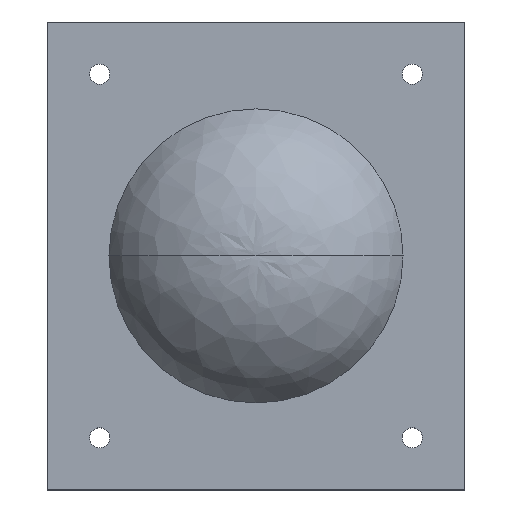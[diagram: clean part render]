
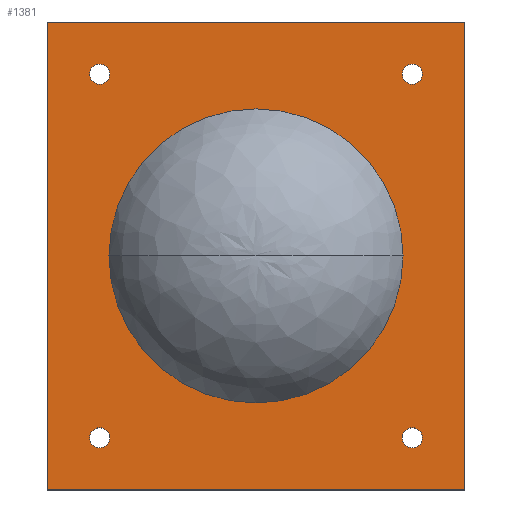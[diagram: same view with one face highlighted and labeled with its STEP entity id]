
A CAD part, top view. The second image highlights one B-rep face of the part: STEP entity #1381.
In plain terms, the highlighted planar face has unit normal (0, 0, 1).
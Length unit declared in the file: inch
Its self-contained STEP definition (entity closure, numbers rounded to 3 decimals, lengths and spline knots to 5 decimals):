
#244=CARTESIAN_POINT('',(2.655,3.11,0.65));
#245=VERTEX_POINT('',#244);
#254=CARTESIAN_POINT('',(2.805,3.11,0.65));
#255=VERTEX_POINT('',#254);
#256=CARTESIAN_POINT('',(2.73,3.11,0.65));
#257=DIRECTION('',(0.0,0.0,-1.0));
#258=DIRECTION('',(-1.0,0.0,0.0));
#259=AXIS2_PLACEMENT_3D('',#256,#257,#258);
#260=CIRCLE('',#259,0.075);
#261=EDGE_CURVE('',#255,#245,#260,.T.);
#307=CARTESIAN_POINT('',(0.315,0.39,0.65));
#308=VERTEX_POINT('',#307);
#317=CARTESIAN_POINT('',(0.465,0.39,0.65));
#318=VERTEX_POINT('',#317);
#319=CARTESIAN_POINT('',(0.39,0.39,0.65));
#320=DIRECTION('',(0.0,0.0,-1.0));
#321=DIRECTION('',(-1.0,0.0,0.0));
#322=AXIS2_PLACEMENT_3D('',#319,#320,#321);
#323=CIRCLE('',#322,0.075);
#324=EDGE_CURVE('',#318,#308,#323,.T.);
#370=CARTESIAN_POINT('',(0.315,3.11,0.65));
#371=VERTEX_POINT('',#370);
#380=CARTESIAN_POINT('',(0.465,3.11,0.65));
#381=VERTEX_POINT('',#380);
#382=CARTESIAN_POINT('',(0.39,3.11,0.65));
#383=DIRECTION('',(0.0,0.0,-1.0));
#384=DIRECTION('',(-1.0,0.0,0.0));
#385=AXIS2_PLACEMENT_3D('',#382,#383,#384);
#386=CIRCLE('',#385,0.075);
#387=EDGE_CURVE('',#381,#371,#386,.T.);
#433=CARTESIAN_POINT('',(2.655,0.39,0.65));
#434=VERTEX_POINT('',#433);
#443=CARTESIAN_POINT('',(2.805,0.39,0.65));
#444=VERTEX_POINT('',#443);
#445=CARTESIAN_POINT('',(2.73,0.39,0.65));
#446=DIRECTION('',(0.0,0.0,-1.0));
#447=DIRECTION('',(-1.0,0.0,0.0));
#448=AXIS2_PLACEMENT_3D('',#445,#446,#447);
#449=CIRCLE('',#448,0.075);
#450=EDGE_CURVE('',#444,#434,#449,.T.);
#505=CARTESIAN_POINT('',(2.66,1.75,0.65));
#506=VERTEX_POINT('',#505);
#516=CARTESIAN_POINT('',(0.46,1.75,0.65));
#517=VERTEX_POINT('',#516);
#525=CARTESIAN_POINT('',(1.56,1.75,0.65));
#526=DIRECTION('',(0.0,0.0,-1.0));
#527=DIRECTION('',(-1.0,0.0,0.0));
#528=AXIS2_PLACEMENT_3D('',#525,#526,#527);
#529=CIRCLE('',#528,1.1);
#530=EDGE_CURVE('',#506,#517,#529,.T.);
#707=CARTESIAN_POINT('',(1.56,1.75,0.65));
#708=DIRECTION('',(0.0,0.0,-1.0));
#709=DIRECTION('',(-1.0,0.0,0.0));
#710=AXIS2_PLACEMENT_3D('',#707,#708,#709);
#711=CIRCLE('',#710,1.1);
#712=EDGE_CURVE('',#517,#506,#711,.T.);
#753=CARTESIAN_POINT('',(2.73,0.39,0.65));
#754=DIRECTION('',(0.0,0.0,-1.0));
#755=DIRECTION('',(-1.0,0.0,0.0));
#756=AXIS2_PLACEMENT_3D('',#753,#754,#755);
#757=CIRCLE('',#756,0.075);
#758=EDGE_CURVE('',#434,#444,#757,.T.);
#798=CARTESIAN_POINT('',(0.39,3.11,0.65));
#799=DIRECTION('',(0.0,0.0,-1.0));
#800=DIRECTION('',(-1.0,0.0,0.0));
#801=AXIS2_PLACEMENT_3D('',#798,#799,#800);
#802=CIRCLE('',#801,0.075);
#803=EDGE_CURVE('',#371,#381,#802,.T.);
#843=CARTESIAN_POINT('',(0.39,0.39,0.65));
#844=DIRECTION('',(0.0,0.0,-1.0));
#845=DIRECTION('',(-1.0,0.0,0.0));
#846=AXIS2_PLACEMENT_3D('',#843,#844,#845);
#847=CIRCLE('',#846,0.075);
#848=EDGE_CURVE('',#308,#318,#847,.T.);
#888=CARTESIAN_POINT('',(2.73,3.11,0.65));
#889=DIRECTION('',(0.0,0.0,-1.0));
#890=DIRECTION('',(-1.0,0.0,0.0));
#891=AXIS2_PLACEMENT_3D('',#888,#889,#890);
#892=CIRCLE('',#891,0.075);
#893=EDGE_CURVE('',#245,#255,#892,.T.);
#1197=CARTESIAN_POINT('',(0.0,0.0,0.65));
#1198=VERTEX_POINT('',#1197);
#1199=CARTESIAN_POINT('',(0.,3.5,0.65));
#1200=VERTEX_POINT('',#1199);
#1201=CARTESIAN_POINT('',(0.0,0.0,0.65));
#1202=DIRECTION('',(0.0,1.0,0.0));
#1203=VECTOR('',#1202,3.5);
#1204=LINE('',#1201,#1203);
#1205=EDGE_CURVE('',#1198,#1200,#1204,.T.);
#1237=CARTESIAN_POINT('',(3.12,3.5,0.65));
#1238=VERTEX_POINT('',#1237);
#1239=CARTESIAN_POINT('',(0.,3.5,0.65));
#1240=DIRECTION('',(1.0,0.0,0.0));
#1241=VECTOR('',#1240,3.12);
#1242=LINE('',#1239,#1241);
#1243=EDGE_CURVE('',#1200,#1238,#1242,.T.);
#1274=CARTESIAN_POINT('',(3.12,0.0,0.65));
#1275=VERTEX_POINT('',#1274);
#1276=CARTESIAN_POINT('',(3.12,3.5,0.65));
#1277=DIRECTION('',(0.0,-1.0,0.0));
#1278=VECTOR('',#1277,3.5);
#1279=LINE('',#1276,#1278);
#1280=EDGE_CURVE('',#1238,#1275,#1279,.T.);
#1305=CARTESIAN_POINT('',(3.12,0.0,0.65));
#1306=DIRECTION('',(-1.0,0.0,0.0));
#1307=VECTOR('',#1306,3.12);
#1308=LINE('',#1305,#1307);
#1309=EDGE_CURVE('',#1275,#1198,#1308,.T.);
#1350=CARTESIAN_POINT('',(1.56,1.75,0.65));
#1351=DIRECTION('',(0.0,0.0,1.0));
#1352=DIRECTION('',(1.0,0.0,0.0));
#1353=AXIS2_PLACEMENT_3D('',#1350,#1351,#1352);
#1354=PLANE('',#1353);
#1355=ORIENTED_EDGE('',*,*,#1205,.F.);
#1356=ORIENTED_EDGE('',*,*,#1309,.F.);
#1357=ORIENTED_EDGE('',*,*,#1280,.F.);
#1358=ORIENTED_EDGE('',*,*,#1243,.F.);
#1359=EDGE_LOOP('',(#1355,#1356,#1357,#1358));
#1360=FACE_OUTER_BOUND('',#1359,.T.);
#1361=ORIENTED_EDGE('',*,*,#530,.T.);
#1362=ORIENTED_EDGE('',*,*,#712,.T.);
#1363=EDGE_LOOP('',(#1361,#1362));
#1364=FACE_BOUND('',#1363,.T.);
#1365=ORIENTED_EDGE('',*,*,#450,.T.);
#1366=ORIENTED_EDGE('',*,*,#758,.T.);
#1367=EDGE_LOOP('',(#1365,#1366));
#1368=FACE_BOUND('',#1367,.T.);
#1369=ORIENTED_EDGE('',*,*,#387,.T.);
#1370=ORIENTED_EDGE('',*,*,#803,.T.);
#1371=EDGE_LOOP('',(#1369,#1370));
#1372=FACE_BOUND('',#1371,.T.);
#1373=ORIENTED_EDGE('',*,*,#324,.T.);
#1374=ORIENTED_EDGE('',*,*,#848,.T.);
#1375=EDGE_LOOP('',(#1373,#1374));
#1376=FACE_BOUND('',#1375,.T.);
#1377=ORIENTED_EDGE('',*,*,#261,.T.);
#1378=ORIENTED_EDGE('',*,*,#893,.T.);
#1379=EDGE_LOOP('',(#1377,#1378));
#1380=FACE_BOUND('',#1379,.T.);
#1381=ADVANCED_FACE('',(#1360,#1364,#1368,#1372,#1376,#1380),#1354,.T.);
